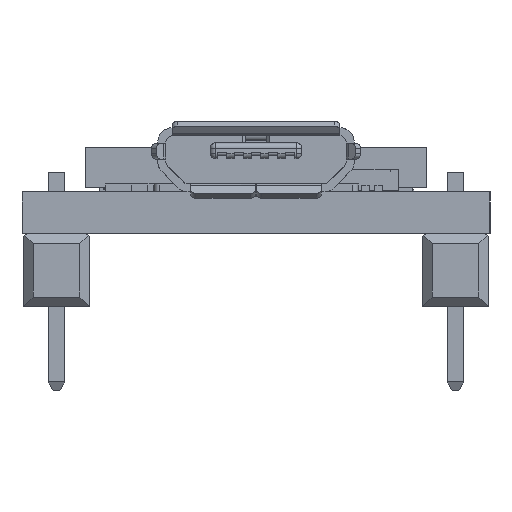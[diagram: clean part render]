
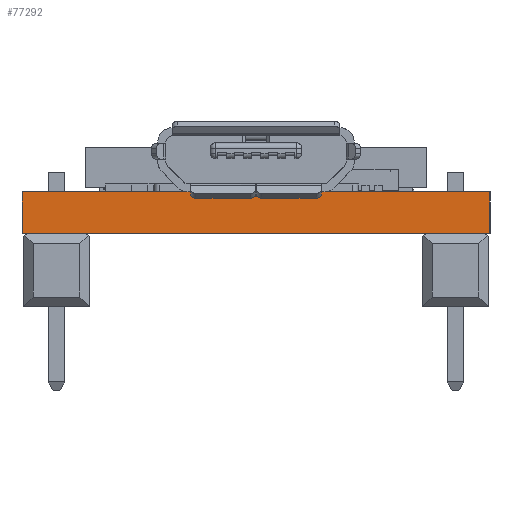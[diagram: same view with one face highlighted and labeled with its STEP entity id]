
A CAD part, left-side view. The second image highlights one B-rep face of the part: STEP entity #77292.
In plain terms, the highlighted planar face has unit normal (-1, 0, 0).
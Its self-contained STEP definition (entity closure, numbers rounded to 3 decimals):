
#77292 = ADVANCED_FACE('',(#77293),#77327,.T.);
#77293 = FACE_BOUND('',#77294,.T.);
#77294 = EDGE_LOOP('',(#77295,#77305,#77313,#77321));
#77295 = ORIENTED_EDGE('',*,*,#77296,.F.);
#77296 = EDGE_CURVE('',#77297,#77299,#77301,.T.);
#77297 = VERTEX_POINT('',#77298);
#77298 = CARTESIAN_POINT('',(-30.5,8.938,3.));
#77299 = VERTEX_POINT('',#77300);
#77300 = CARTESIAN_POINT('',(-30.5,8.938,4.6));
#77301 = LINE('',#77302,#77303);
#77302 = CARTESIAN_POINT('',(-30.5,8.938,3.8));
#77303 = VECTOR('',#77304,1.);
#77304 = DIRECTION('',(0.,0.,1.));
#77305 = ORIENTED_EDGE('',*,*,#77306,.T.);
#77306 = EDGE_CURVE('',#77297,#77307,#77309,.T.);
#77307 = VERTEX_POINT('',#77308);
#77308 = CARTESIAN_POINT('',(-30.5,-8.938,3.));
#77309 = LINE('',#77310,#77311);
#77310 = CARTESIAN_POINT('',(-30.5,0.,3.));
#77311 = VECTOR('',#77312,1.);
#77312 = DIRECTION('',(0.,-1.,0.));
#77313 = ORIENTED_EDGE('',*,*,#77314,.T.);
#77314 = EDGE_CURVE('',#77307,#77315,#77317,.T.);
#77315 = VERTEX_POINT('',#77316);
#77316 = CARTESIAN_POINT('',(-30.5,-8.938,4.6));
#77317 = LINE('',#77318,#77319);
#77318 = CARTESIAN_POINT('',(-30.5,-8.938,3.8));
#77319 = VECTOR('',#77320,1.);
#77320 = DIRECTION('',(0.,0.,1.));
#77321 = ORIENTED_EDGE('',*,*,#77322,.F.);
#77322 = EDGE_CURVE('',#77299,#77315,#77323,.T.);
#77323 = LINE('',#77324,#77325);
#77324 = CARTESIAN_POINT('',(-30.5,0.,4.6));
#77325 = VECTOR('',#77326,1.);
#77326 = DIRECTION('',(0.,-1.,0.));
#77327 = PLANE('',#77328);
#77328 = AXIS2_PLACEMENT_3D('',#77329,#77330,#77331);
#77329 = CARTESIAN_POINT('',(-30.5,8.938,3.));
#77330 = DIRECTION('',(-1.,0.,0.));
#77331 = DIRECTION('',(0.,-1.,0.));
